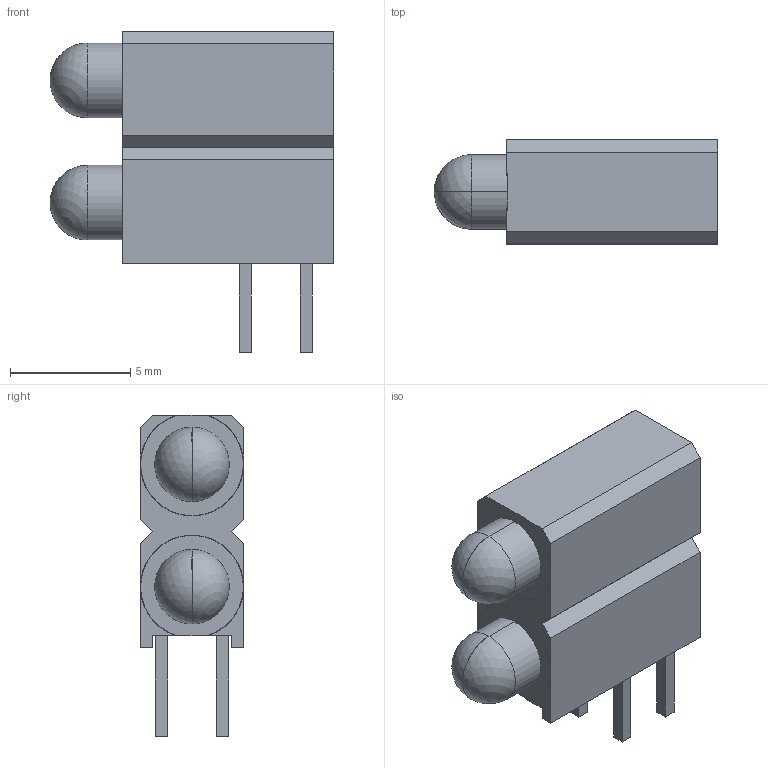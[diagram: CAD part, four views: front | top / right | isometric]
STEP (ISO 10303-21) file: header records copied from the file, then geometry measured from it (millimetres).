
FILE_DESCRIPTION(/* description */ (''),/* implementation_level */ '2;1');
FILE_NAME(/* name */ 'LED_DIALIGHT_553-0711-300F.stp',/* time_stamp */ '2016-09-23T17:16:40+02:00',/* author */ ('riccim'),/* organization */ (''),/* preprocessor_version */ 'ST-DEVELOPER v15.5',/* originating_system */ 'AutoCAD Mechanical',/* authorisation */ '');
FILE_SCHEMA (('AUTOMOTIVE_DESIGN { 1 0 10303 214 3 1 1 }'));
Length unit declared in the file: millimetre
Products named in the file (1): Product
Bounding box: 11.79 x 4.32 x 13.34 mm (x, y, z)
Volume: 385.8 mm3; surface area: 478.8 mm2
Topology: 9 solids, 9 shells, 62 faces, 138 edges, 92 vertices
Faces by surface type: plane 52, cylinder 4, sphere 4, cone 2
Entity records: 1693 total; most frequent: CARTESIAN_POINT 291, DIRECTION 270, ORIENTED_EDGE 264, EDGE_CURVE 132, LINE 112, VECTOR 112, VERTEX_POINT 88, AXIS2_PLACEMENT_3D 79
